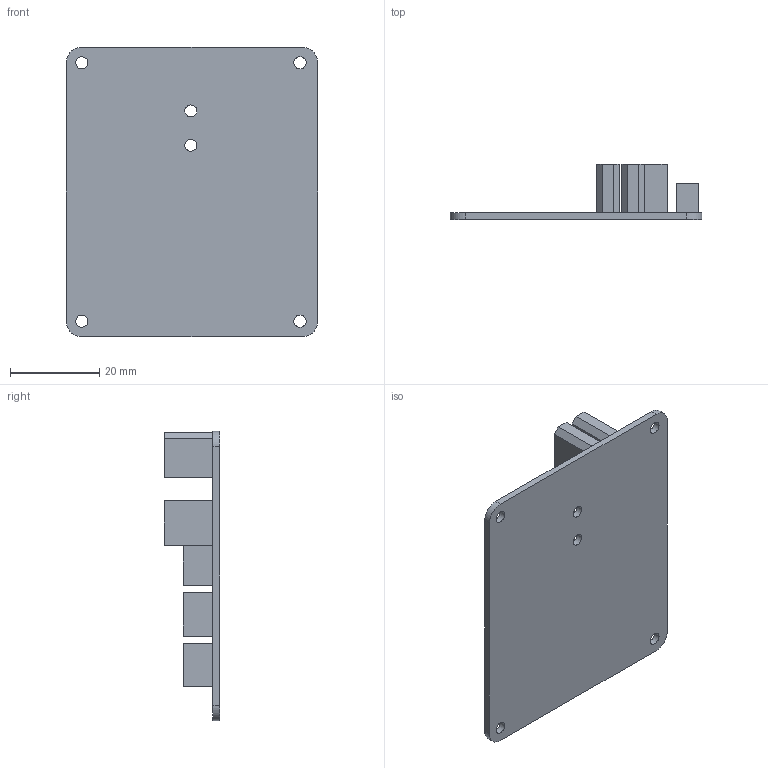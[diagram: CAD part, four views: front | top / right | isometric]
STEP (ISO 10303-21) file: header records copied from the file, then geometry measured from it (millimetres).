
FILE_DESCRIPTION(/* description */ (''),/* implementation_level */ '2;1');
FILE_NAME(/* name */ 'pi3hat_r4_1.step',/* time_stamp */ '2020-10-01T15:32:42-04:00',/* author */ (''),/* organization */ (''),/* preprocessor_version */ 'ST-DEVELOPER v18.1',/* originating_system */ 'Autodesk Translation Framework v9.3.0.1241',/* authorisation */ '');
FILE_SCHEMA (('AUTOMOTIVE_DESIGN { 1 0 10303 214 3 1 1 }'));
Length unit declared in the file: millimetre
Products named in the file (1): pi3hat
Bounding box: 56.5 x 12.37 x 65 mm (x, y, z)
Volume: 8687.2 mm3; surface area: 9617 mm2
Topology: 1 solids, 1 shells, 60 faces, 150 edges, 100 vertices
Faces by surface type: plane 50, cylinder 10
Full cylindrical faces by diameter (mm): 2.7 x2, 2.75 x4
Entity records: 1831 total; most frequent: CARTESIAN_POINT 311, ORIENTED_EDGE 300, DIRECTION 292, EDGE_CURVE 150, LINE 130, VECTOR 130, VERTEX_POINT 100, AXIS2_PLACEMENT_3D 81
